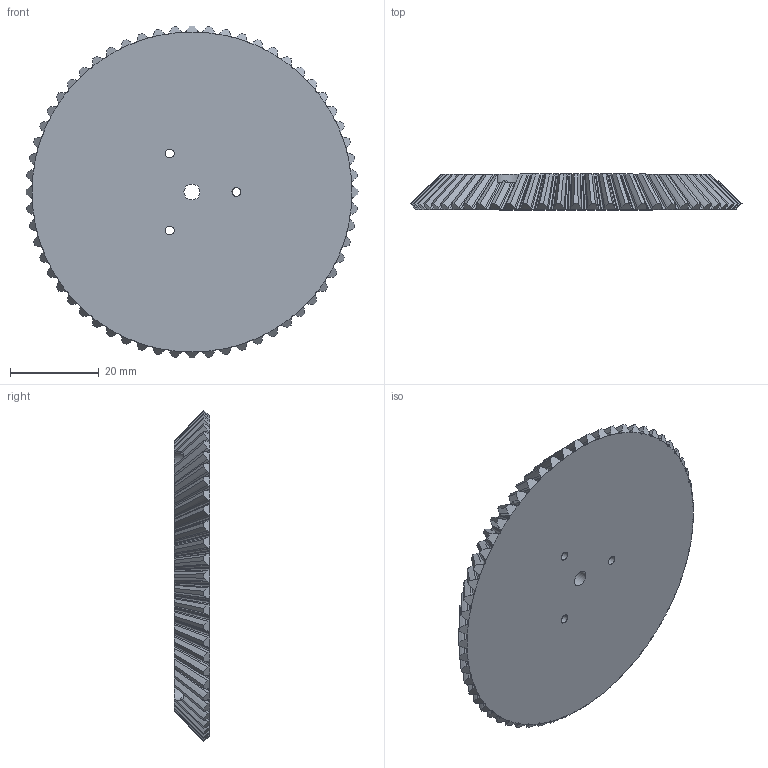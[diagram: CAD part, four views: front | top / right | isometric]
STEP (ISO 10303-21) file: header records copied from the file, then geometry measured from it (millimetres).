
FILE_DESCRIPTION(('FreeCAD Model'),'2;1');
FILE_NAME('bevel002.step' ,'2020-04-03T23:34:37',('Author'),(''), 'Open CASCADE STEP processor 7.3','FreeCAD','Unknown');
FILE_SCHEMA(('AUTOMOTIVE_DESIGN { 1 0 10303 214 1 1 1 1 }'));
Products named in the file (1): bevel-gear002-with-axis-and-screw-holes
Bounding box: 74.7 x 8 x 74.7 mm (x, y, z)
Volume: 27687.1 mm3; surface area: 10699.5 mm2
Topology: 1 solids, 1 shells, 559 faces, 1671 edges, 1114 vertices
Faces by surface type: bspline 420, cone 121, cylinder 13, plane 5
Full cylindrical faces by diameter (mm): 2 x3, 3.6 x1
Entity records: 52669 total; most frequent: CARTESIAN_POINT 25650, ORIENTED_EDGE 3342, PCURVE 3342, DEFINITIONAL_REPRESENTATION 3342, DIRECTION 3059, B_SPLINE_CURVE_WITH_KNOTS 2475, EDGE_CURVE 1671, SURFACE_CURVE 1667
